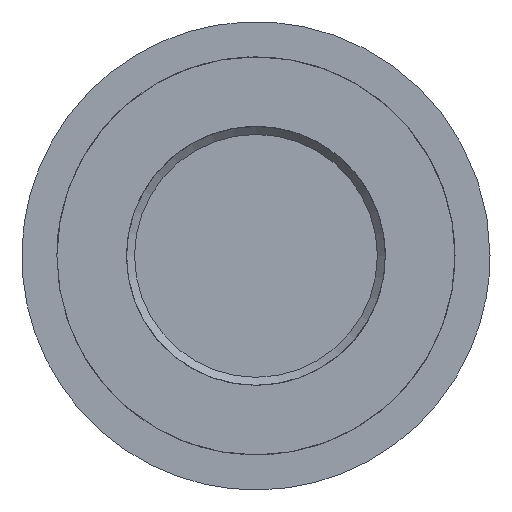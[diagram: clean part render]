
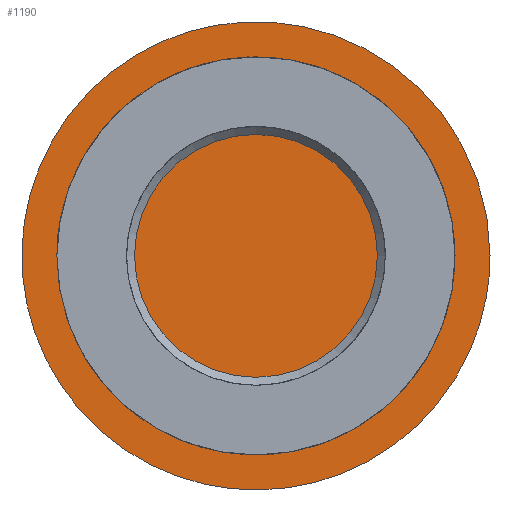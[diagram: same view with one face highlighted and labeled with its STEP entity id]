
A CAD part, top view. The second image highlights one B-rep face of the part: STEP entity #1190.
In plain terms, the highlighted planar face has unit normal (0, 0, -1).
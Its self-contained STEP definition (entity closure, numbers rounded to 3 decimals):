
#43=PLANE('',#2857);
#1190=ADVANCED_FACE('',(#1276),#43,.T.);
#1276=FACE_OUTER_BOUND('',#1353,.T.);
#1353=EDGE_LOOP('',(#1610));
#1610=ORIENTED_EDGE('',*,*,#2379,.F.);
#1995=VERTEX_POINT('',#4313);
#2379=EDGE_CURVE('',#1995,#1995,#2708,.T.);
#2708=B_SPLINE_CURVE_WITH_KNOTS('',3,(#4210,#4211,#4212,#4213,#4214,#4215,
#4216,#4217,#4218,#4219,#4220,#4221,#4222,#4223,#4224,#4225,#4226,#4227,
#4228,#4229,#4230,#4231,#4232,#4233,#4234,#4235,#4236,#4237,#4238,#4239,
#4240,#4241,#4242,#4243,#4244,#4245,#4246,#4247,#4248,#4249,#4250,#4251,
#4252,#4253,#4254,#4255,#4256,#4257,#4258,#4259,#4260,#4261,#4262,#4263,
#4264,#4265,#4266,#4267,#4268,#4269,#4270,#4271,#4272,#4273,#4274,#4275,
#4276,#4277,#4278,#4279,#4280,#4281,#4282,#4283,#4284,#4285,#4286,#4287,
#4288,#4289,#4290,#4291,#4292,#4293,#4294,#4295,#4296,#4297,#4298,#4299,
#4300,#4301,#4302,#4303,#4304,#4305,#4306,#4307,#4308,#4309,#4310,#4311,
#4312),.UNSPECIFIED.,.T.,.F.,(2,2,2,1,1,2,2,2,2,2,2,2,1,1,2,2,2,1,1,1,2,
2,2,2,2,2,2,1,1,2,2,2,1,1,1,2,2,2,2,2,2,2,1,1,2,2,2,1,1,1,2,2,2,2,2,2,2,
1,1,2,2,2,2),(-0.063,0.,0.031,0.047,0.055,
0.059,0.062,0.078,0.094,
0.125,0.141,0.156,0.172,
0.18,0.184,0.187,0.25,
0.281,0.297,0.305,0.309,
0.312,0.328,0.344,0.375,
0.391,0.406,0.422,0.43,
0.434,0.437,0.5,0.531,
0.547,0.555,0.559,0.562,
0.578,0.594,0.625,0.641,
0.656,0.672,0.68,0.684,
0.687,0.75,0.781,0.797,
0.805,0.809,0.812,0.828,
0.844,0.875,0.891,0.906,0.922,0.93,0.934,0.938,
1.,1.031),.UNSPECIFIED.);
#2857=AXIS2_PLACEMENT_3D('',#4314,#3094,#3095);
#3094=DIRECTION('',(0.,0.,-1.));
#3095=DIRECTION('',(0.,1.,0.));
#4210=CARTESIAN_POINT('',(58.784,-7.475,38.));
#4211=CARTESIAN_POINT('',(58.784,3.738,38.));
#4212=CARTESIAN_POINT('',(58.44,7.41,38.));
#4213=CARTESIAN_POINT('',(57.408,12.819,38.));
#4214=CARTESIAN_POINT('',(56.763,15.499,38.));
#4215=CARTESIAN_POINT('',(55.785,18.583,38.));
#4216=CARTESIAN_POINT('',(55.318,19.895,38.));
#4217=CARTESIAN_POINT('',(54.995,20.768,38.));
#4218=CARTESIAN_POINT('',(54.84,21.176,38.));
#4219=CARTESIAN_POINT('',(53.926,23.485,38.));
#4220=CARTESIAN_POINT('',(53.105,25.286,38.));
#4221=CARTESIAN_POINT('',(51.287,28.796,38.));
#4222=CARTESIAN_POINT('',(50.312,30.469,38.));
#4223=CARTESIAN_POINT('',(46.982,35.564,38.));
#4224=CARTESIAN_POINT('',(44.436,38.697,38.));
#4225=CARTESIAN_POINT('',(40.132,43.001,38.));
#4226=CARTESIAN_POINT('',(38.631,44.355,38.));
#4227=CARTESIAN_POINT('',(35.498,46.9,38.));
#4228=CARTESIAN_POINT('',(33.83,48.115,38.));
#4229=CARTESIAN_POINT('',(30.505,50.289,38.));
#4230=CARTESIAN_POINT('',(27.942,51.786,38.));
#4231=CARTESIAN_POINT('',(24.83,53.299,38.));
#4232=CARTESIAN_POINT('',(23.471,53.898,38.));
#4233=CARTESIAN_POINT('',(22.559,54.286,38.));
#4234=CARTESIAN_POINT('',(22.072,54.485,38.));
#4235=CARTESIAN_POINT('',(14.688,57.408,38.));
#4236=CARTESIAN_POINT('',(7.475,58.784,38.));
#4237=CARTESIAN_POINT('',(-3.737,58.784,38.));
#4238=CARTESIAN_POINT('',(-9.245,58.268,38.));
#4239=CARTESIAN_POINT('',(-15.499,56.763,38.));
#4240=CARTESIAN_POINT('',(-18.583,55.785,38.));
#4241=CARTESIAN_POINT('',(-19.895,55.318,38.));
#4242=CARTESIAN_POINT('',(-20.768,54.995,38.));
#4243=CARTESIAN_POINT('',(-21.176,54.84,38.));
#4244=CARTESIAN_POINT('',(-23.485,53.926,38.));
#4245=CARTESIAN_POINT('',(-25.286,53.105,38.));
#4246=CARTESIAN_POINT('',(-28.796,51.287,38.));
#4247=CARTESIAN_POINT('',(-30.469,50.312,38.));
#4248=CARTESIAN_POINT('',(-35.564,46.982,38.));
#4249=CARTESIAN_POINT('',(-38.697,44.436,38.));
#4250=CARTESIAN_POINT('',(-43.001,40.132,38.));
#4251=CARTESIAN_POINT('',(-44.355,38.631,38.));
#4252=CARTESIAN_POINT('',(-46.9,35.498,38.));
#4253=CARTESIAN_POINT('',(-48.115,33.83,38.));
#4254=CARTESIAN_POINT('',(-50.289,30.505,38.));
#4255=CARTESIAN_POINT('',(-51.786,27.942,38.));
#4256=CARTESIAN_POINT('',(-53.299,24.83,38.));
#4257=CARTESIAN_POINT('',(-53.898,23.471,38.));
#4258=CARTESIAN_POINT('',(-54.286,22.559,38.));
#4259=CARTESIAN_POINT('',(-54.485,22.072,38.));
#4260=CARTESIAN_POINT('',(-57.408,14.688,38.));
#4261=CARTESIAN_POINT('',(-58.784,7.475,38.));
#4262=CARTESIAN_POINT('',(-58.784,-3.737,38.));
#4263=CARTESIAN_POINT('',(-58.268,-9.245,38.));
#4264=CARTESIAN_POINT('',(-56.763,-15.499,38.));
#4265=CARTESIAN_POINT('',(-55.785,-18.583,38.));
#4266=CARTESIAN_POINT('',(-55.318,-19.895,38.));
#4267=CARTESIAN_POINT('',(-54.995,-20.768,38.));
#4268=CARTESIAN_POINT('',(-54.84,-21.176,38.));
#4269=CARTESIAN_POINT('',(-53.926,-23.485,38.));
#4270=CARTESIAN_POINT('',(-53.105,-25.286,38.));
#4271=CARTESIAN_POINT('',(-51.287,-28.796,38.));
#4272=CARTESIAN_POINT('',(-50.312,-30.469,38.));
#4273=CARTESIAN_POINT('',(-46.982,-35.564,38.));
#4274=CARTESIAN_POINT('',(-44.436,-38.697,38.));
#4275=CARTESIAN_POINT('',(-40.132,-43.001,38.));
#4276=CARTESIAN_POINT('',(-38.631,-44.355,38.));
#4277=CARTESIAN_POINT('',(-35.498,-46.9,38.));
#4278=CARTESIAN_POINT('',(-33.83,-48.115,38.));
#4279=CARTESIAN_POINT('',(-30.505,-50.289,38.));
#4280=CARTESIAN_POINT('',(-27.942,-51.786,38.));
#4281=CARTESIAN_POINT('',(-24.83,-53.299,38.));
#4282=CARTESIAN_POINT('',(-23.471,-53.898,38.));
#4283=CARTESIAN_POINT('',(-22.559,-54.286,38.));
#4284=CARTESIAN_POINT('',(-22.072,-54.485,38.));
#4285=CARTESIAN_POINT('',(-14.688,-57.408,38.));
#4286=CARTESIAN_POINT('',(-7.475,-58.784,38.));
#4287=CARTESIAN_POINT('',(3.737,-58.784,38.));
#4288=CARTESIAN_POINT('',(9.245,-58.268,38.));
#4289=CARTESIAN_POINT('',(15.499,-56.763,38.));
#4290=CARTESIAN_POINT('',(18.583,-55.785,38.));
#4291=CARTESIAN_POINT('',(19.895,-55.318,38.));
#4292=CARTESIAN_POINT('',(20.768,-54.995,38.));
#4293=CARTESIAN_POINT('',(21.176,-54.84,38.));
#4294=CARTESIAN_POINT('',(23.485,-53.926,38.));
#4295=CARTESIAN_POINT('',(25.286,-53.105,38.));
#4296=CARTESIAN_POINT('',(28.796,-51.287,38.));
#4297=CARTESIAN_POINT('',(30.469,-50.312,38.));
#4298=CARTESIAN_POINT('',(35.564,-46.982,38.));
#4299=CARTESIAN_POINT('',(38.697,-44.436,38.));
#4300=CARTESIAN_POINT('',(43.001,-40.132,38.));
#4301=CARTESIAN_POINT('',(44.355,-38.631,38.));
#4302=CARTESIAN_POINT('',(46.9,-35.498,38.));
#4303=CARTESIAN_POINT('',(48.115,-33.83,38.));
#4304=CARTESIAN_POINT('',(50.289,-30.505,38.));
#4305=CARTESIAN_POINT('',(51.786,-27.942,38.));
#4306=CARTESIAN_POINT('',(53.299,-24.83,38.));
#4307=CARTESIAN_POINT('',(53.898,-23.471,38.));
#4308=CARTESIAN_POINT('',(54.286,-22.559,38.));
#4309=CARTESIAN_POINT('',(54.485,-22.073,38.));
#4310=CARTESIAN_POINT('',(57.408,-14.688,38.));
#4311=CARTESIAN_POINT('',(58.784,-7.475,38.));
#4312=CARTESIAN_POINT('',(58.784,3.738,38.));
#4313=CARTESIAN_POINT('',(58.784,0.,38.));
#4314=CARTESIAN_POINT('',(-80.494,-94.739,38.));
